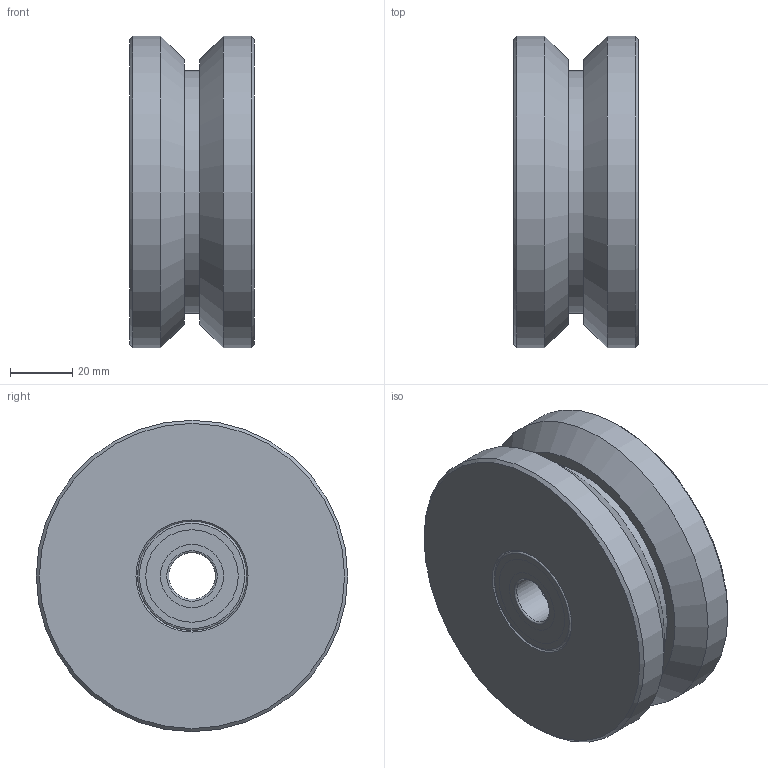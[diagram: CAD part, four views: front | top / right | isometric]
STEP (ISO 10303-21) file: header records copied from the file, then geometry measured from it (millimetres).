
FILE_DESCRIPTION (( 'STEP AP214' ), '1' );
FILE_NAME ('0028300_DSPS-100-40-40-K15-VNUT.STEP', '2015-10-23T09:48:20', ( '' ), ( '' ), 'SwSTEP 2.0', 'SolidWorks 2014', '' );
FILE_SCHEMA (( 'AUTOMOTIVE_DESIGN' ));
Length unit declared in the file: millimetre
Products named in the file (4): 0028300_DSPS-100-40-40-K15-VNUT; 0028302_DSPS-100-40-40-KS35X11-V-NUT; 0028301_AR20-16_18; 0017543_Rillenkugellager_DIN625_6202_15_ZZ
Assembly tree (4 placements, depth 2):
  0028300_DSPS-100-40-40-K15-VNUT
    0028302_DSPS-100-40-40-KS35X11-V-NUT
    0028301_AR20-16_18
    0017543_Rillenkugellager_DIN625_6202_15_ZZ  x2
Bounding box: 40 x 100 x 100 mm (x, y, z)
Volume: 268359.7 mm3; surface area: 51113.3 mm2
Topology: 12 solids, 12 shells, 94 faces, 176 edges, 114 vertices
Faces by surface type: cylinder 36, plane 32, torus 18, cone 8
Full cylindrical faces by diameter (mm): 15 x2, 16 x1, 20 x1, 20.3 x8, 21.52 x4, 25 x1, 28.48 x4, 29.7 x8, 35 x4, 78 x1, 100 x2
Entity records: 1436 total; most frequent: DIRECTION 256, CARTESIAN_POINT 188, AXIS2_PLACEMENT_3D 128, EDGE_LOOP 120, ORIENTED_EDGE 120, FACE_OUTER_BOUND 92, ADVANCED_FACE 61, EDGE_CURVE 60
